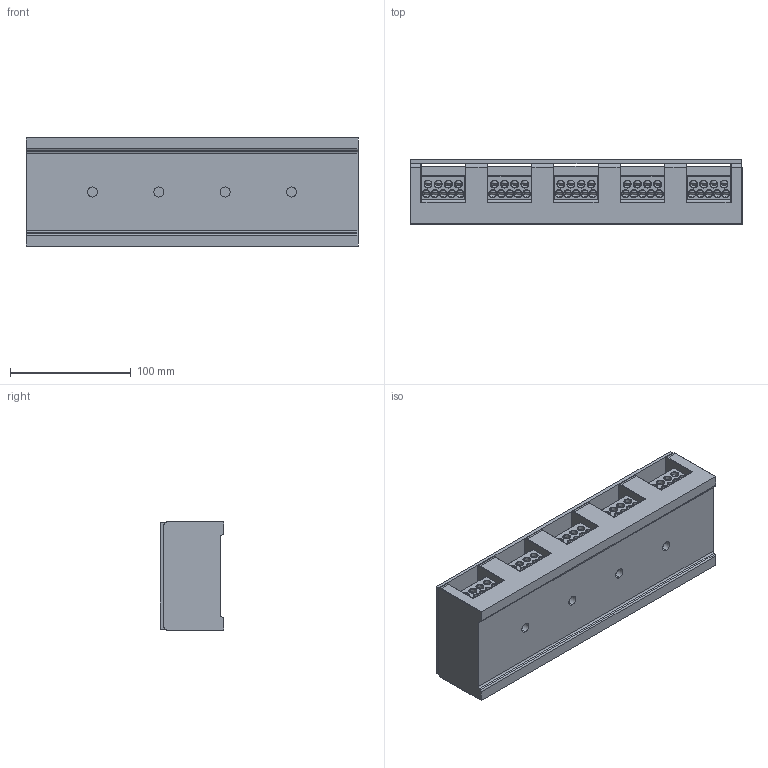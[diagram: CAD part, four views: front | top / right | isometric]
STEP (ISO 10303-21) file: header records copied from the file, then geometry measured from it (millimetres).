
FILE_DESCRIPTION((''),'2;1');
FILE_NAME('UDJ-3005_9_10_ASM','2024-07-04T',('dell'),(''),'PRO/ENGINEER BY PARAMETRIC TECHNOLOGY CORPORATION, 2013230','PRO/ENGINEER BY PARAMETRIC TECHNOLOGY CORPORATION, 2013230','');
FILE_SCHEMA(('AUTOMOTIVE_DESIGN { 1 0 10303 214 1 1 1 1 }'));
Products named in the file (8): BREP_WITH_VOIDS_113175; MANIFOLD_SOLID_BREP_115959; MANIFOLD_SOLID_BREP_118734; MANIFOLD_SOLID_BREP_121500; MANIFOLD_SOLID_BREP_124291; MANIFOLD_SOLID_BREP_127054; ASM13_ASM_1_ASM; UDJ-3005_9_10_ASM
Assembly tree (7 placements, depth 3):
  UDJ-3005_9_10_ASM
    ASM13_ASM_1_ASM
      BREP_WITH_VOIDS_113175
      MANIFOLD_SOLID_BREP_115959
      MANIFOLD_SOLID_BREP_118734
      MANIFOLD_SOLID_BREP_121500
      MANIFOLD_SOLID_BREP_124291
      MANIFOLD_SOLID_BREP_127054
Bounding box: 275 x 53 x 90 mm (x, y, z)
Volume: 876662.7 mm3; surface area: 206098.2 mm2
Topology: 6 solids, 6 shells, 2532 faces, 7417 edges, 4697 vertices
Faces by surface type: plane 965, cylinder 760, cone 470, bspline 180, sphere 110, torus 44, extrusion 3
Entity records: 100943 total; most frequent: CARTESIAN_POINT 35070, ORIENTED_EDGE 14314, DIRECTION 13338, EDGE_CURVE 7157, AXIS2_PLACEMENT_3D 5052, VERTEX_POINT 4697, VECTOR 3234, LINE 3231
